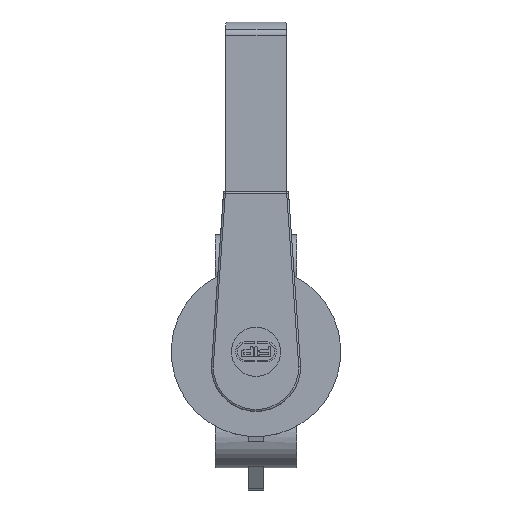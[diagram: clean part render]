
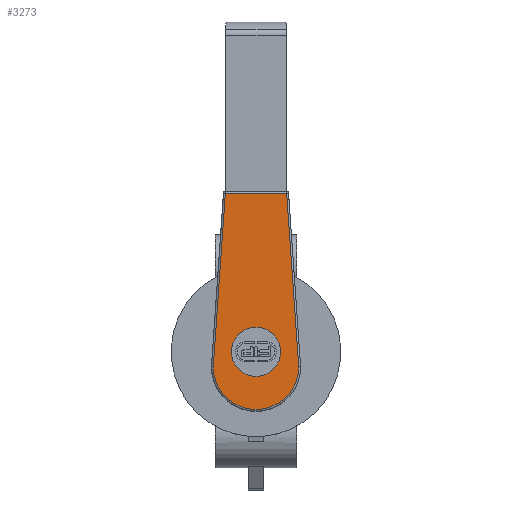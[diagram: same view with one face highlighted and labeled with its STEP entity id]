
A CAD part, top view. The second image highlights one B-rep face of the part: STEP entity #3273.
In plain terms, the highlighted planar face has unit normal (0, 0, 1).
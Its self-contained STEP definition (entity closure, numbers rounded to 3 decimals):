
#210=FACE_OUTER_BOUND($,#392,.T.);
#392=EDGE_LOOP($,(#2311,#2312,#2313,#2314));
#584=CIRCLE($,#3455,22.659);
#758=LINE($,#4902,#1058);
#759=LINE($,#4928,#1059);
#795=LINE($,#5057,#1095);
#1058=VECTOR($,#3845,92.395);
#1059=VECTOR($,#3856,92.395);
#1095=VECTOR($,#3968,32.544);
#1360=VERTEX_POINT($,#4881);
#1362=VERTEX_POINT($,#4885);
#1363=VERTEX_POINT($,#4904);
#1366=VERTEX_POINT($,#4926);
#1692=EDGE_CURVE($,#1362,#1360,#758,.T.);
#1693=EDGE_CURVE($,#1363,#1362,#584,.T.);
#1697=EDGE_CURVE($,#1366,#1363,#759,.T.);
#1753=EDGE_CURVE($,#1366,#1360,#795,.T.);
#2311=ORIENTED_EDGE($,*,*,#1697,.F.);
#2312=ORIENTED_EDGE($,*,*,#1753,.T.);
#2313=ORIENTED_EDGE($,*,*,#1692,.F.);
#2314=ORIENTED_EDGE($,*,*,#1693,.F.);
#3151=PLANE($,#3497);
#3273=ADVANCED_FACE($,(#210),#3151,.T.);
#3455=AXIS2_PLACEMENT_3D($,#4905,#3848,#3849);
#3497=AXIS2_PLACEMENT_3D($,#5058,#3969,#3970);
#3845=DIRECTION($,(0.998,-0.069,0.));
#3848=DIRECTION('center_axis',(0.,0.,-1.));
#3849=DIRECTION('ref_axis',(-1.,0.,0.));
#3856=DIRECTION($,(-0.998,-0.069,0.));
#3968=DIRECTION($,(0.,1.,0.));
#3969=DIRECTION('center_axis',(0.,0.,1.));
#3970=DIRECTION('ref_axis',(1.,0.,0.));
#4881=CARTESIAN_POINT('',(84.14,16.272,30.511));
#4885=CARTESIAN_POINT('',(-8.034,22.659,30.511));
#4902=CARTESIAN_POINT($,(-8.034,22.659,30.511));
#4904=CARTESIAN_POINT('',(-8.034,-22.659,30.511));
#4905=CARTESIAN_POINT('Origin',(-8.,0.,30.511));
#4926=CARTESIAN_POINT('',(84.14,-16.272,30.511));
#4928=CARTESIAN_POINT($,(84.14,-16.272,30.511));
#5057=CARTESIAN_POINT($,(84.14,-16.272,30.511));
#5058=CARTESIAN_POINT('Origin',(84.14,-25.,30.511));
